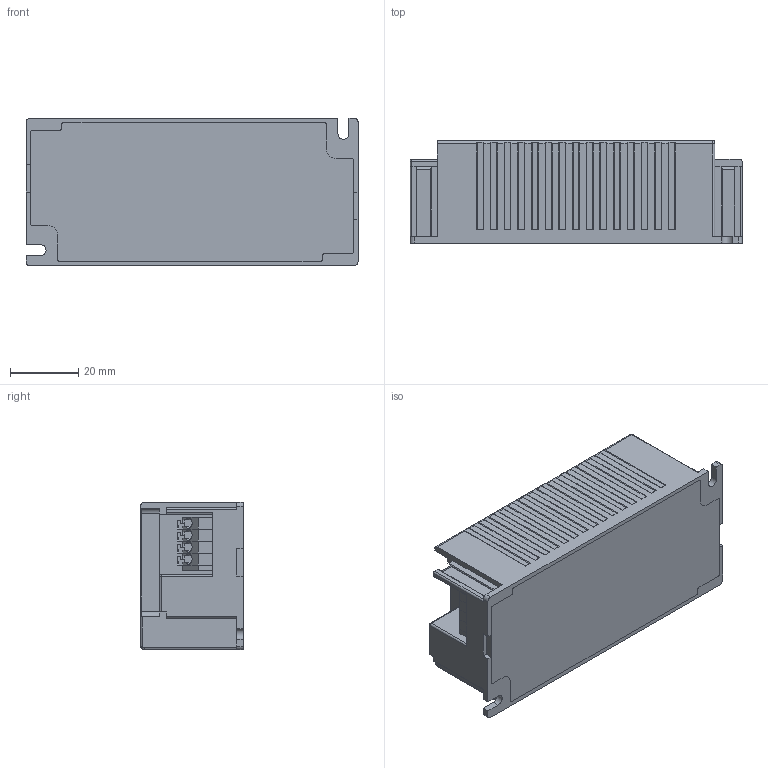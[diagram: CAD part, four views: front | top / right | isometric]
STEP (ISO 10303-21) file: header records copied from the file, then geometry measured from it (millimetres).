
FILE_DESCRIPTION(('FreeCAD Model'),'2;1');
FILE_NAME('LC44MINI-DA-700-1050_2.stp','2020-10-15T12:20:01',( 'Author'),(''),'Open CASCADE STEP processor 7.3','FreeCAD','Unknown' );
FILE_SCHEMA(('AUTOMOTIVE_DESIGN { 1 0 10303 214 1 1 1 1 }'));
Length unit declared in the file: millimetre
Products named in the file (8): LC44MINI-DA-700-1050; COVER; 40W-PCB; DA250_P1-21489_1_A_005; DA250_P4-19812_1_A_002; BOMA-4; BOTTOM-1120; DA250_P2-14081_1_A_1
Assembly tree (12 placements, depth 2):
  LC44MINI-DA-700-1050
    COVER
    40W-PCB
    DA250_P1-21489_1_A_005  x5
    DA250_P4-19812_1_A_002  x2
    BOMA-4
    BOTTOM-1120
    DA250_P2-14081_1_A_1
Bounding box: 97 x 30 x 43 mm (x, y, z)
Volume: 27288.6 mm3; surface area: 46396.6 mm2
Topology: 12 solids, 12 shells, 1126 faces, 3333 edges, 2318 vertices
Faces by surface type: plane 730, cylinder 334, extrusion 50, torus 6, cone 2, sphere 2, bspline 2
Entity records: 64840 total; most frequent: CARTESIAN_POINT 20802, DIRECTION 7938, VECTOR 5227, LINE 5177, ORIENTED_EDGE 4466, PCURVE 4466, DEFINITIONAL_REPRESENTATION 4466, EDGE_CURVE 2233
